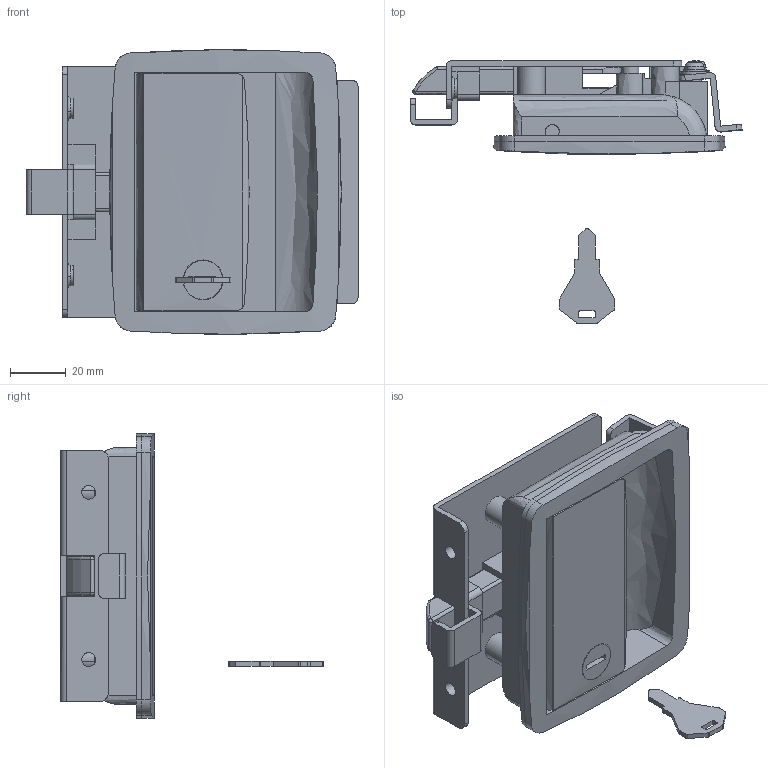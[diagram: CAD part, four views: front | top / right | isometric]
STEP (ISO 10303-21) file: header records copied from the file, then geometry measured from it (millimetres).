
FILE_DESCRIPTION((''),'2;1');
FILE_NAME('','2005-10-12T11:55:12',(''),(''),'','CADfix','');
FILE_SCHEMA(('AUTOMOTIVE_DESIGN'));
Length unit declared in the file: millimetre
Products named in the file (12): screw; shaft; packing; lock; latch; key; handle; bracket_C; bracket_B; bracket_A; base; THA_429_1K_30613_36
Assembly tree (12 placements, depth 2):
  THA_429_1K_30613_36
    screw  x2
    shaft
    packing
    lock
    latch
    key
    handle
    bracket_C
    bracket_B
    bracket_A
    base
Bounding box: 119.04 x 94.16 x 101.97 mm (x, y, z)
Volume: 98664 mm3; surface area: 85231.7 mm2
Topology: 12 solids, 12 shells, 567 faces, 1696 edges, 1186 vertices
Faces by surface type: bspline 567
Entity records: 19415 total; most frequent: CARTESIAN_POINT 10176, ORIENTED_EDGE 3176, EDGE_CURVE 1588, VERTEX_POINT 1108, QUASI_UNIFORM_CURVE 907, EDGE_LOOP 602, FACE_OUTER_BOUND 531, ADVANCED_FACE 531
